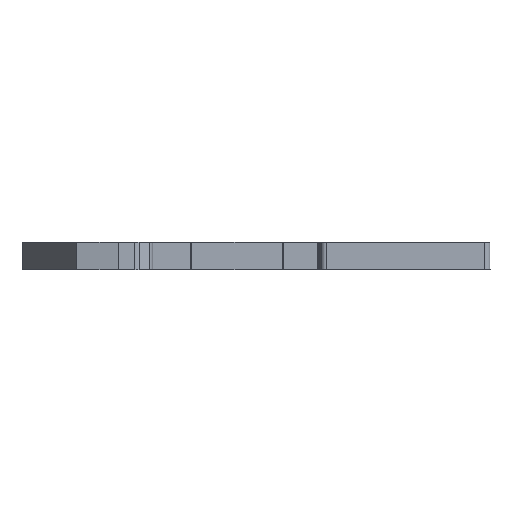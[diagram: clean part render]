
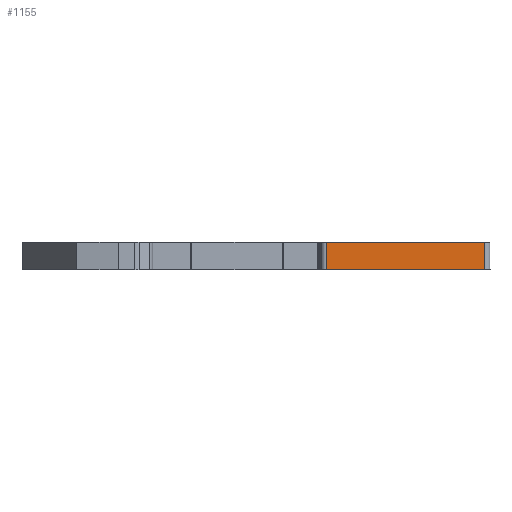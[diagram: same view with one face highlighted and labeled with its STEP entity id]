
A CAD part, front view. The second image highlights one B-rep face of the part: STEP entity #1155.
In plain terms, the highlighted planar face has unit normal (0, -1, 0).
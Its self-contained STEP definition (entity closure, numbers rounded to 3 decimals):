
#1155=ADVANCED_FACE('',(#4609),#2996,.F.);
#2996=PLANE('',#37538);
#4609=FACE_OUTER_BOUND('',#6487,.T.);
#6487=EDGE_LOOP('',(#10316,#10317,#10318,#10319));
#10316=ORIENTED_EDGE('',*,*,#23948,.F.);
#10317=ORIENTED_EDGE('',*,*,#24221,.T.);
#10318=ORIENTED_EDGE('',*,*,#24222,.T.);
#10319=ORIENTED_EDGE('',*,*,#24223,.T.);
#20449=VERTEX_POINT('',#51492);
#20450=VERTEX_POINT('',#51494);
#20660=VERTEX_POINT('',#52072);
#20661=VERTEX_POINT('',#52076);
#23948=EDGE_CURVE('',#20449,#20450,#29110,.T.);
#24221=EDGE_CURVE('',#20449,#20660,#29308,.T.);
#24222=EDGE_CURVE('',#20660,#20661,#29309,.T.);
#24223=EDGE_CURVE('',#20661,#20450,#29310,.T.);
#29110=LINE('',#51493,#33794);
#29308=LINE('',#52073,#33992);
#29309=LINE('',#52075,#33993);
#29310=LINE('',#52077,#33994);
#33794=VECTOR('',#40923,1.);
#33992=VECTOR('',#41319,1.);
#33993=VECTOR('',#41322,1.);
#33994=VECTOR('',#41323,1.);
#37538=AXIS2_PLACEMENT_3D('',#52078,#41324,#41325);
#40923=DIRECTION('',(-1.,0.,0.));
#41319=DIRECTION('',(0.,0.,1.));
#41322=DIRECTION('',(-1.,0.,0.));
#41323=DIRECTION('',(0.,0.,-1.));
#41324=DIRECTION('',(0.,1.,0.));
#41325=DIRECTION('',(0.,0.,-1.));
#51492=CARTESIAN_POINT('',(94.219,-74.376,-5.15));
#51493=CARTESIAN_POINT('',(94.219,-74.376,-5.15));
#51494=CARTESIAN_POINT('',(63.937,-74.376,-5.15));
#52072=CARTESIAN_POINT('',(94.219,-74.376,0.05));
#52073=CARTESIAN_POINT('',(94.219,-74.376,-51.43));
#52075=CARTESIAN_POINT('',(94.219,-74.376,0.05));
#52076=CARTESIAN_POINT('',(63.937,-74.376,0.05));
#52077=CARTESIAN_POINT('',(63.937,-74.376,-51.43));
#52078=CARTESIAN_POINT('',(94.219,-74.376,-51.43));
